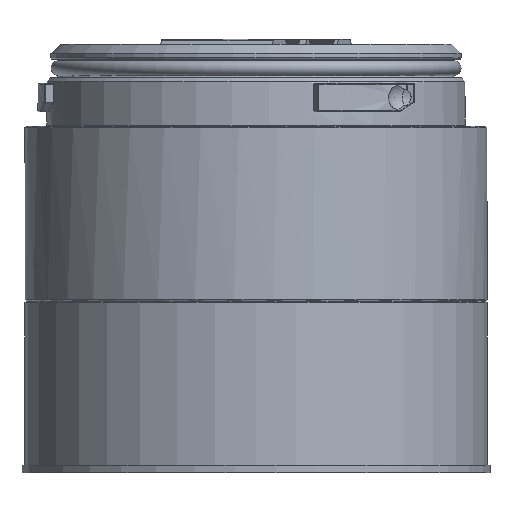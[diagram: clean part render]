
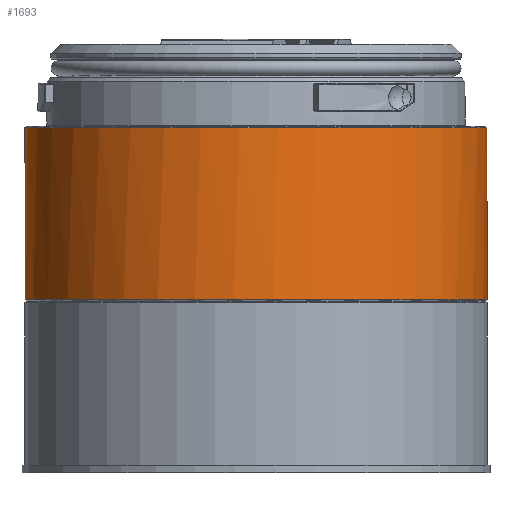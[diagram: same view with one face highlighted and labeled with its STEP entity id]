
A CAD part, left-side view. The second image highlights one B-rep face of the part: STEP entity #1693.
In plain terms, the highlighted cylindrical face has radius 31 mm (diameter 62 mm), a full revolution.
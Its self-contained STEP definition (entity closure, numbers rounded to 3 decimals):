
#1411=CYLINDRICAL_SURFACE('',#12987,31.);
#1693=ADVANCED_FACE('',(#3388,#3389),#1411,.T.);
#2850=CIRCLE('',#12984,31.);
#2851=CIRCLE('',#12985,31.);
#2852=CIRCLE('',#12986,31.);
#3388=FACE_BOUND('',#3601,.T.);
#3389=FACE_BOUND('',#3602,.T.);
#3601=EDGE_LOOP('',(#4644));
#3602=EDGE_LOOP('',(#4645,#4646,#4647,#4648));
#4644=ORIENTED_EDGE('',*,*,#9327,.T.);
#4645=ORIENTED_EDGE('',*,*,#9328,.T.);
#4646=ORIENTED_EDGE('',*,*,#9329,.T.);
#4647=ORIENTED_EDGE('',*,*,#9330,.T.);
#4648=ORIENTED_EDGE('',*,*,#9331,.F.);
#8164=VERTEX_POINT('',#18254);
#8165=VERTEX_POINT('',#18256);
#8166=VERTEX_POINT('',#18257);
#8167=VERTEX_POINT('',#18259);
#8168=VERTEX_POINT('',#18261);
#9327=EDGE_CURVE('',#8164,#8164,#2850,.T.);
#9328=EDGE_CURVE('',#8165,#8166,#2851,.T.);
#9329=EDGE_CURVE('',#8166,#8167,#10977,.T.);
#9330=EDGE_CURVE('',#8167,#8168,#2852,.T.);
#9331=EDGE_CURVE('',#8165,#8168,#10978,.T.);
#10977=LINE('',#18258,#11975);
#10978=LINE('',#18262,#11976);
#11975=VECTOR('',#14477,1.);
#11976=VECTOR('',#14480,1.);
#12984=AXIS2_PLACEMENT_3D('',#18253,#14473,#14474);
#12985=AXIS2_PLACEMENT_3D('',#18255,#14475,#14476);
#12986=AXIS2_PLACEMENT_3D('',#18260,#14478,#14479);
#12987=AXIS2_PLACEMENT_3D('',#18263,#14481,#14482);
#14473=DIRECTION('',(0.,0.,1.));
#14474=DIRECTION('',(-0.596,-0.803,0.));
#14475=DIRECTION('',(0.,0.,-1.));
#14476=DIRECTION('',(0.596,0.803,0.));
#14477=DIRECTION('',(0.,0.,-1.));
#14478=DIRECTION('',(0.,0.,-1.));
#14479=DIRECTION('',(-0.596,-0.803,0.));
#14480=DIRECTION('',(0.,0.,-1.));
#14481=DIRECTION('',(0.,0.,-1.));
#14482=DIRECTION('',(-0.596,-0.803,0.));
#18253=CARTESIAN_POINT('',(0.,0.,
10.2));
#18254=CARTESIAN_POINT('',(-18.47,-24.897,10.2));
#18255=CARTESIAN_POINT('',(0.,0.,
33.3));
#18256=CARTESIAN_POINT('',(31.,0.111,33.3));
#18257=CARTESIAN_POINT('',(30.967,1.436,33.3));
#18258=CARTESIAN_POINT('',(30.967,1.436,10.));
#18259=CARTESIAN_POINT('',(30.967,1.436,25.3));
#18260=CARTESIAN_POINT('',(0.,0.,
25.3));
#18261=CARTESIAN_POINT('',(31.,0.111,25.3));
#18262=CARTESIAN_POINT('',(31.,0.111,10.));
#18263=CARTESIAN_POINT('',(0.,0.,
10.));
